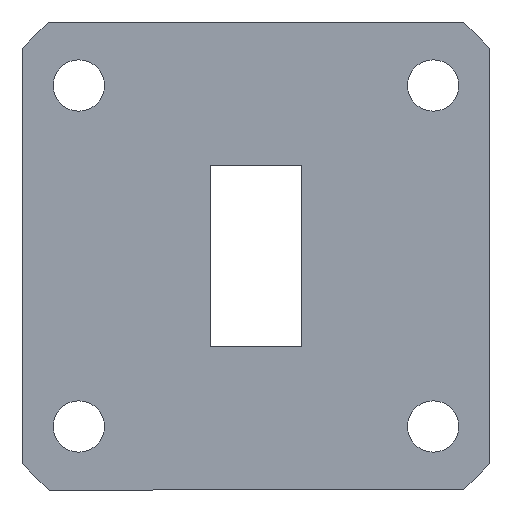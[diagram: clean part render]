
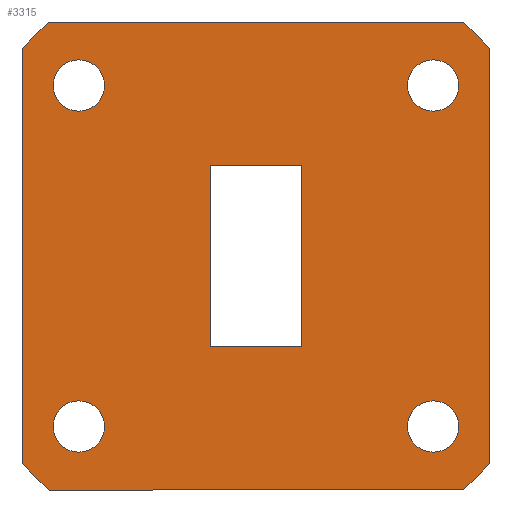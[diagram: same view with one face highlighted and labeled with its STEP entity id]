
A CAD part, left-side view. The second image highlights one B-rep face of the part: STEP entity #3315.
In plain terms, the highlighted planar face has unit normal (-1, 0, 0).
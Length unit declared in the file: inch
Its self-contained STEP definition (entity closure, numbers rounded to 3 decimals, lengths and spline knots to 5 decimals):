
#16 = FACE_BOUND ( 'NONE', #1176, .T. ) ;
#24 = CARTESIAN_POINT ( 'NONE',  ( 0., -0.12753, -0.25497 ) ) ;
#33 = CARTESIAN_POINT ( 'NONE',  ( 0., 0.65597, -0.57902 ) ) ;
#49 = DIRECTION ( 'NONE',  ( 1., 0., 0. ) ) ;
#68 = ORIENTED_EDGE ( 'NONE', *, *, #2538, .T. ) ;
#69 = ORIENTED_EDGE ( 'NONE', *, *, #1630, .T. ) ;
#71 = CARTESIAN_POINT ( 'NONE',  ( 0., -0.00003, 0.00003 ) ) ;
#75 = EDGE_CURVE ( 'NONE', #2706, #2743, #3190, .T. ) ;
#85 = VERTEX_POINT ( 'NONE', #1469 ) ;
#159 = DIRECTION ( 'NONE',  ( 1., 0., 0. ) ) ;
#191 = CARTESIAN_POINT ( 'NONE',  ( 0., 0.12747, -0.25497 ) ) ;
#225 = VERTEX_POINT ( 'NONE', #2691 ) ;
#258 = DIRECTION ( 'NONE',  ( 0., -1., 0. ) ) ;
#263 = CARTESIAN_POINT ( 'NONE',  ( 0., -0.49703, 0.40603 ) ) ;
#296 = CIRCLE ( 'NONE', #2147, 0.072 ) ;
#368 = ORIENTED_EDGE ( 'NONE', *, *, #1542, .F. ) ;
#407 = EDGE_CURVE ( 'NONE', #1403, #652, #3153, .T. ) ;
#408 = VERTEX_POINT ( 'NONE', #1394 ) ;
#469 = CIRCLE ( 'NONE', #2991, 0.87502 ) ;
#495 = DIRECTION ( 'NONE',  ( 0., 0., 1. ) ) ;
#530 = AXIS2_PLACEMENT_3D ( 'NONE', #3065, #3362, #3081 ) ;
#543 = EDGE_CURVE ( 'NONE', #408, #1403, #3144, .T. ) ;
#594 = VECTOR ( 'NONE', #258, 39.37008 ) ;
#605 = CIRCLE ( 'NONE', #2186, 0.87501 ) ;
#647 = CARTESIAN_POINT ( 'NONE',  ( 0., -0.00001, 0.00004 ) ) ;
#652 = VERTEX_POINT ( 'NONE', #1779 ) ;
#682 = ORIENTED_EDGE ( 'NONE', *, *, #75, .F. ) ;
#727 = ORIENTED_EDGE ( 'NONE', *, *, #3158, .F. ) ;
#747 = CARTESIAN_POINT ( 'NONE',  ( 0., -0.57907, 0.65603 ) ) ;
#765 = DIRECTION ( 'NONE',  ( 0., 0., -1. ) ) ;
#790 = ORIENTED_EDGE ( 'NONE', *, *, #1127, .F. ) ;
#839 = CARTESIAN_POINT ( 'NONE',  ( 0., -0.57907, -0.65597 ) ) ;
#845 = VECTOR ( 'NONE', #3273, 39.37008 ) ;
#886 = EDGE_CURVE ( 'NONE', #2743, #3526, #2157, .T. ) ;
#895 = DIRECTION ( 'NONE',  ( 0., 0., -1. ) ) ;
#928 = LINE ( 'NONE', #3546, #1172 ) ;
#1010 = DIRECTION ( 'NONE',  ( 0., 0., -1. ) ) ;
#1014 = ORIENTED_EDGE ( 'NONE', *, *, #3093, .F. ) ;
#1082 = LINE ( 'NONE', #2090, #845 ) ;
#1117 = ORIENTED_EDGE ( 'NONE', *, *, #886, .F. ) ;
#1127 = EDGE_CURVE ( 'NONE', #2293, #3058, #469, .T. ) ;
#1165 = VECTOR ( 'NONE', #2110, 39.37008 ) ;
#1170 = CARTESIAN_POINT ( 'NONE',  ( 0., 0.49697, -0.54997 ) ) ;
#1172 = VECTOR ( 'NONE', #895, 39.37008 ) ;
#1176 = EDGE_LOOP ( 'NONE', ( #69, #3532, #2112, #1883 ) ) ;
#1249 = CIRCLE ( 'NONE', #2161, 0.072 ) ;
#1287 = DIRECTION ( 'NONE',  ( 0., -1., 0. ) ) ;
#1394 = CARTESIAN_POINT ( 'NONE',  ( 0., -0.12753, -0.25497 ) ) ;
#1403 = VERTEX_POINT ( 'NONE', #191 ) ;
#1408 = EDGE_LOOP ( 'NONE', ( #1014, #368, #2758, #727, #790, #2921, #1117, #682 ) ) ;
#1427 = VECTOR ( 'NONE', #2700, 39.37008 ) ;
#1469 = CARTESIAN_POINT ( 'NONE',  ( 0., 0.57902, -0.65597 ) ) ;
#1503 = VECTOR ( 'NONE', #2371, 39.37008 ) ;
#1542 = EDGE_CURVE ( 'NONE', #3658, #2615, #2906, .T. ) ;
#1597 = EDGE_CURVE ( 'NONE', #1975, #1975, #296, .T. ) ;
#1598 = PLANE ( 'NONE',  #2884 ) ;
#1606 = DIRECTION ( 'NONE',  ( 1., 0., 0. ) ) ;
#1623 = FACE_OUTER_BOUND ( 'NONE', #1408, .T. ) ;
#1630 = EDGE_CURVE ( 'NONE', #652, #225, #3822, .T. ) ;
#1666 = FACE_BOUND ( 'NONE', #3094, .T. ) ;
#1680 = CIRCLE ( 'NONE', #2377, 0.072 ) ;
#1779 = CARTESIAN_POINT ( 'NONE',  ( 0., 0.12747, 0.25503 ) ) ;
#1810 = DIRECTION ( 'NONE',  ( 0., 0., -1. ) ) ;
#1876 = DIRECTION ( 'NONE',  ( 1., 0., 0. ) ) ;
#1883 = ORIENTED_EDGE ( 'NONE', *, *, #407, .T. ) ;
#1929 = ORIENTED_EDGE ( 'NONE', *, *, #3803, .T. ) ;
#1930 = LINE ( 'NONE', #2959, #1165 ) ;
#1946 = CARTESIAN_POINT ( 'NONE',  ( 0., 0., 0. ) ) ;
#1975 = VERTEX_POINT ( 'NONE', #263 ) ;
#1980 = CARTESIAN_POINT ( 'NONE',  ( 0., -0.49703, -0.54997 ) ) ;
#1982 = EDGE_LOOP ( 'NONE', ( #2076 ) ) ;
#2005 = EDGE_CURVE ( 'NONE', #3526, #2293, #1082, .T. ) ;
#2024 = VERTEX_POINT ( 'NONE', #1170 ) ;
#2076 = ORIENTED_EDGE ( 'NONE', *, *, #1597, .T. ) ;
#2077 = DIRECTION ( 'NONE',  ( 1., 0., 0. ) ) ;
#2090 = CARTESIAN_POINT ( 'NONE',  ( 0., -0.65603, 0.57907 ) ) ;
#2110 = DIRECTION ( 'NONE',  ( 0., 1., 0. ) ) ;
#2112 = ORIENTED_EDGE ( 'NONE', *, *, #543, .T. ) ;
#2143 = EDGE_CURVE ( 'NONE', #85, #3658, #3582, .T. ) ;
#2147 = AXIS2_PLACEMENT_3D ( 'NONE', #2193, #1876, #3009 ) ;
#2148 = DIRECTION ( 'NONE',  ( 0., 0., -1. ) ) ;
#2157 = CIRCLE ( 'NONE', #2707, 0.87504 ) ;
#2161 = AXIS2_PLACEMENT_3D ( 'NONE', #2551, #159, #765 ) ;
#2186 = AXIS2_PLACEMENT_3D ( 'NONE', #2927, #2077, #3192 ) ;
#2193 = CARTESIAN_POINT ( 'NONE',  ( 0., -0.49703, 0.47803 ) ) ;
#2203 = VERTEX_POINT ( 'NONE', #3143 ) ;
#2246 = VECTOR ( 'NONE', #495, 39.37008 ) ;
#2268 = CARTESIAN_POINT ( 'NONE',  ( 0., 0.12747, -0.25497 ) ) ;
#2293 = VERTEX_POINT ( 'NONE', #3790 ) ;
#2296 = CARTESIAN_POINT ( 'NONE',  ( 0., 0.57902, 0.65603 ) ) ;
#2371 = DIRECTION ( 'NONE',  ( 0., 0., 1. ) ) ;
#2377 = AXIS2_PLACEMENT_3D ( 'NONE', #2916, #2633, #3809 ) ;
#2497 = DIRECTION ( 'NONE',  ( 1., 0., 0. ) ) ;
#2538 = EDGE_CURVE ( 'NONE', #2203, #2203, #1680, .T. ) ;
#2551 = CARTESIAN_POINT ( 'NONE',  ( 0., 0.49697, -0.47797 ) ) ;
#2567 = FACE_BOUND ( 'NONE', #3620, .T. ) ;
#2577 = EDGE_CURVE ( 'NONE', #225, #408, #928, .T. ) ;
#2615 = VERTEX_POINT ( 'NONE', #3226 ) ;
#2633 = DIRECTION ( 'NONE',  ( 1., 0., 0. ) ) ;
#2691 = CARTESIAN_POINT ( 'NONE',  ( 0., -0.12753, 0.25503 ) ) ;
#2695 = DIRECTION ( 'NONE',  ( 1., 0., 0. ) ) ;
#2700 = DIRECTION ( 'NONE',  ( 0., 1., 0. ) ) ;
#2706 = VERTEX_POINT ( 'NONE', #2712 ) ;
#2707 = AXIS2_PLACEMENT_3D ( 'NONE', #1946, #2497, #3710 ) ;
#2712 = CARTESIAN_POINT ( 'NONE',  ( 0., 0.57902, 0.65603 ) ) ;
#2743 = VERTEX_POINT ( 'NONE', #747 ) ;
#2758 = ORIENTED_EDGE ( 'NONE', *, *, #2143, .F. ) ;
#2861 = CARTESIAN_POINT ( 'NONE',  ( 0., -0.65603, 0.57907 ) ) ;
#2884 = AXIS2_PLACEMENT_3D ( 'NONE', #3053, #1606, #1010 ) ;
#2906 = LINE ( 'NONE', #33, #1503 ) ;
#2916 = CARTESIAN_POINT ( 'NONE',  ( 0., 0.49697, 0.47803 ) ) ;
#2921 = ORIENTED_EDGE ( 'NONE', *, *, #2005, .F. ) ;
#2927 = CARTESIAN_POINT ( 'NONE',  ( 0., -0.00003, 0.00002 ) ) ;
#2959 = CARTESIAN_POINT ( 'NONE',  ( 0., 0.57902, -0.65597 ) ) ;
#2972 = FACE_BOUND ( 'NONE', #3467, .T. ) ;
#2991 = AXIS2_PLACEMENT_3D ( 'NONE', #647, #49, #1810 ) ;
#3009 = DIRECTION ( 'NONE',  ( 0., 0., -1. ) ) ;
#3053 = CARTESIAN_POINT ( 'NONE',  ( 0., -0.00003, 0.00002 ) ) ;
#3058 = VERTEX_POINT ( 'NONE', #839 ) ;
#3061 = CARTESIAN_POINT ( 'NONE',  ( 0., 0.12747, 0.25503 ) ) ;
#3065 = CARTESIAN_POINT ( 'NONE',  ( 0., -0.49703, -0.47797 ) ) ;
#3074 = ORIENTED_EDGE ( 'NONE', *, *, #3350, .T. ) ;
#3081 = DIRECTION ( 'NONE',  ( 0., 0., -1. ) ) ;
#3093 = EDGE_CURVE ( 'NONE', #2615, #2706, #605, .T. ) ;
#3094 = EDGE_LOOP ( 'NONE', ( #3074 ) ) ;
#3143 = CARTESIAN_POINT ( 'NONE',  ( 0., 0.49697, 0.40603 ) ) ;
#3144 = LINE ( 'NONE', #24, #1427 ) ;
#3153 = LINE ( 'NONE', #2268, #2246 ) ;
#3156 = FACE_BOUND ( 'NONE', #1982, .T. ) ;
#3158 = EDGE_CURVE ( 'NONE', #3058, #85, #1930, .T. ) ;
#3190 = LINE ( 'NONE', #2296, #594 ) ;
#3192 = DIRECTION ( 'NONE',  ( 0., 0., -1. ) ) ;
#3209 = CARTESIAN_POINT ( 'NONE',  ( 0., 0.65597, -0.57902 ) ) ;
#3226 = CARTESIAN_POINT ( 'NONE',  ( 0., 0.65597, 0.57907 ) ) ;
#3273 = DIRECTION ( 'NONE',  ( 0., 0., -1. ) ) ;
#3315 = ADVANCED_FACE ( 'NONE', ( #3156, #2972, #1666, #2567, #1623, #16 ), #1598, .F. ) ;
#3328 = VERTEX_POINT ( 'NONE', #1980 ) ;
#3350 = EDGE_CURVE ( 'NONE', #3328, #3328, #3666, .T. ) ;
#3362 = DIRECTION ( 'NONE',  ( 1., 0., 0. ) ) ;
#3392 = AXIS2_PLACEMENT_3D ( 'NONE', #71, #2695, #2148 ) ;
#3467 = EDGE_LOOP ( 'NONE', ( #68 ) ) ;
#3526 = VERTEX_POINT ( 'NONE', #2861 ) ;
#3532 = ORIENTED_EDGE ( 'NONE', *, *, #2577, .T. ) ;
#3546 = CARTESIAN_POINT ( 'NONE',  ( 0., -0.12753, 0.25503 ) ) ;
#3582 = CIRCLE ( 'NONE', #3392, 0.87501 ) ;
#3620 = EDGE_LOOP ( 'NONE', ( #1929 ) ) ;
#3658 = VERTEX_POINT ( 'NONE', #3209 ) ;
#3666 = CIRCLE ( 'NONE', #530, 0.072 ) ;
#3710 = DIRECTION ( 'NONE',  ( 0., 0., -1. ) ) ;
#3733 = VECTOR ( 'NONE', #1287, 39.37008 ) ;
#3790 = CARTESIAN_POINT ( 'NONE',  ( 0., -0.65603, -0.57902 ) ) ;
#3803 = EDGE_CURVE ( 'NONE', #2024, #2024, #1249, .T. ) ;
#3809 = DIRECTION ( 'NONE',  ( 0., 0., -1. ) ) ;
#3822 = LINE ( 'NONE', #3061, #3733 ) ;
